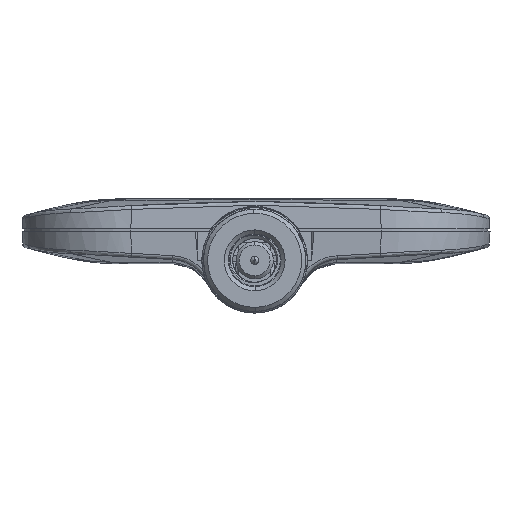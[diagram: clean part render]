
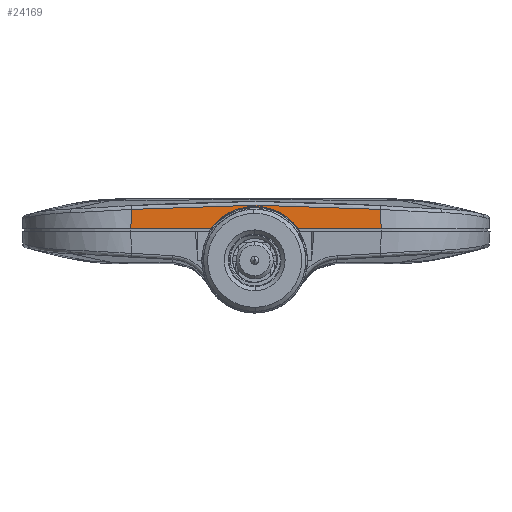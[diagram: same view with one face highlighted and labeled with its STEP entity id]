
A CAD part, front view. The second image highlights one B-rep face of the part: STEP entity #24169.
In plain terms, the highlighted planar face has unit normal (0, -0.999, 0.052).
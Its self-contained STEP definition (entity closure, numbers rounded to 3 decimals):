
#21 = B_SPLINE_CURVE_WITH_KNOTS ( 'NONE', 3,
 ( #10056, #5857, #18402, #13946 ),
 .UNSPECIFIED., .F., .F.,
 ( 4, 4 ),
 ( 0., 1. ),
 .UNSPECIFIED. ) ;
#209 = FACE_OUTER_BOUND ( 'NONE', #4573, .T. ) ;
#465 = CARTESIAN_POINT ( 'NONE',  ( -26., -77.237, 3.583 ) ) ;
#672 = LINE ( 'NONE', #23558, #16557 ) ;
#1282 = CARTESIAN_POINT ( 'NONE',  ( -10.399, -77.383, 0.8 ) ) ;
#1497 = DIRECTION ( 'NONE',  ( -0.052, -0.052, -0.997 ) ) ;
#1777 = DIRECTION ( 'NONE',  ( -1., 0., 0. ) ) ;
#2677 = CARTESIAN_POINT ( 'NONE',  ( -26., -77.237, 3.583 ) ) ;
#2734 = VECTOR ( 'NONE', #14245, 1000. ) ;
#3424 = CARTESIAN_POINT ( 'NONE',  ( -7.312, -77.205, 4.195 ) ) ;
#3850 = EDGE_CURVE ( 'NONE', #15960, #19227, #13716, .T. ) ;
#3854 = CARTESIAN_POINT ( 'NONE',  ( -21.214, -77.337, 1.672 ) ) ;
#4573 = EDGE_LOOP ( 'NONE', ( #24907, #19731, #8790, #6223, #23361, #19414, #10641 ) ) ;
#4583 = CARTESIAN_POINT ( 'NONE',  ( -27.076, -77.237, 3.582 ) ) ;
#4722 = VERTEX_POINT ( 'NONE', #17479 ) ;
#4973 = LINE ( 'NONE', #1282, #16022 ) ;
#5238 = PLANE ( 'NONE',  #18800 ) ;
#5788 = CARTESIAN_POINT ( 'NONE',  ( -23.435, -77.263, 3.092 ) ) ;
#5857 = CARTESIAN_POINT ( 'NONE',  ( -20.732, -77.221, 3.888 ) ) ;
#6223 = ORIENTED_EDGE ( 'NONE', *, *, #19376, .T. ) ;
#7559 = DIRECTION ( 'NONE',  ( -0.052, 0.052, 0.997 ) ) ;
#7675 = CARTESIAN_POINT ( 'NONE',  ( -41.146, -77.256, 3.211 ) ) ;
#8076 = EDGE_CURVE ( 'NONE', #4722, #26501, #21, .T. ) ;
#8229 = EDGE_CURVE ( 'NONE', #15347, #15960, #11993, .T. ) ;
#8391 = EDGE_CURVE ( 'NONE', #25363, #15347, #672, .T. ) ;
#8790 = ORIENTED_EDGE ( 'NONE', *, *, #8076, .T. ) ;
#9658 = CARTESIAN_POINT ( 'NONE',  ( -25.462, -77.237, 3.583 ) ) ;
#9780 = DIRECTION ( 'NONE',  ( 0., -0.999, 0.052 ) ) ;
#10056 = CARTESIAN_POINT ( 'NONE',  ( -10.525, -77.256, 3.211 ) ) ;
#10431 = CARTESIAN_POINT ( 'NONE',  ( -7.312, -77.383, 0.8 ) ) ;
#10641 = ORIENTED_EDGE ( 'NONE', *, *, #3850, .T. ) ;
#10685 = CARTESIAN_POINT ( 'NONE',  ( -29.956, -77.304, 2.306 ) ) ;
#11546 = EDGE_CURVE ( 'NONE', #19227, #14208, #23203, .T. ) ;
#11993 = B_SPLINE_CURVE_WITH_KNOTS ( 'NONE', 3,
 ( #26763, #22913, #25337, #10685, #19296, #23372, #4583, #2677 ),
 .UNSPECIFIED., .F., .F.,
 ( 4, 2, 2, 4 ),
 ( 0., 0.25, 0.5, 1. ),
 .UNSPECIFIED. ) ;
#12099 = LINE ( 'NONE', #7675, #26625 ) ;
#12614 = CARTESIAN_POINT ( 'NONE',  ( -22.003, -77.301, 2.354 ) ) ;
#12985 = CARTESIAN_POINT ( 'NONE',  ( -24.94, -77.24, 3.521 ) ) ;
#13309 = DIRECTION ( 'NONE',  ( 1., 0., 0. ) ) ;
#13399 = CARTESIAN_POINT ( 'NONE',  ( -20.591, -77.383, 0.8 ) ) ;
#13716 = B_SPLINE_CURVE_WITH_KNOTS ( 'NONE', 3,
 ( #15037, #9658, #12985, #15097, #5788, #12614, #3854, #26671 ),
 .UNSPECIFIED., .F., .F.,
 ( 4, 2, 2, 4 ),
 ( 0., 0.25, 0.5, 1. ),
 .UNSPECIFIED. ) ;
#13946 = CARTESIAN_POINT ( 'NONE',  ( -41.146, -77.256, 3.211 ) ) ;
#14208 = VERTEX_POINT ( 'NONE', #26046 ) ;
#14245 = DIRECTION ( 'NONE',  ( 1., 0., 0. ) ) ;
#15037 = CARTESIAN_POINT ( 'NONE',  ( -26., -77.237, 3.583 ) ) ;
#15097 = CARTESIAN_POINT ( 'NONE',  ( -23.926, -77.253, 3.276 ) ) ;
#15347 = VERTEX_POINT ( 'NONE', #26504 ) ;
#15960 = VERTEX_POINT ( 'NONE', #465 ) ;
#16022 = VECTOR ( 'NONE', #7559, 1000. ) ;
#16356 = CARTESIAN_POINT ( 'NONE',  ( -41.272, -77.383, 0.8 ) ) ;
#16557 = VECTOR ( 'NONE', #13309, 1000. ) ;
#17479 = CARTESIAN_POINT ( 'NONE',  ( -10.525, -77.256, 3.211 ) ) ;
#18402 = CARTESIAN_POINT ( 'NONE',  ( -30.939, -77.221, 3.888 ) ) ;
#18562 = EDGE_CURVE ( 'NONE', #14208, #4722, #4973, .T. ) ;
#18800 = AXIS2_PLACEMENT_3D ( 'NONE', #3424, #9780, #1777 ) ;
#19227 = VERTEX_POINT ( 'NONE', #13399 ) ;
#19296 = CARTESIAN_POINT ( 'NONE',  ( -29.518, -77.288, 2.6 ) ) ;
#19376 = EDGE_CURVE ( 'NONE', #26501, #25363, #12099, .T. ) ;
#19414 = ORIENTED_EDGE ( 'NONE', *, *, #8229, .T. ) ;
#19731 = ORIENTED_EDGE ( 'NONE', *, *, #18562, .T. ) ;
#21165 = CARTESIAN_POINT ( 'NONE',  ( -41.146, -77.256, 3.211 ) ) ;
#22913 = CARTESIAN_POINT ( 'NONE',  ( -31.098, -77.36, 1.236 ) ) ;
#23203 = LINE ( 'NONE', #10431, #2734 ) ;
#23361 = ORIENTED_EDGE ( 'NONE', *, *, #8391, .T. ) ;
#23372 = CARTESIAN_POINT ( 'NONE',  ( -28.09, -77.25, 3.337 ) ) ;
#23558 = CARTESIAN_POINT ( 'NONE',  ( -7.312, -77.383, 0.8 ) ) ;
#24169 = ADVANCED_FACE ( 'NONE', ( #209 ), #5238, .T. ) ;
#24907 = ORIENTED_EDGE ( 'NONE', *, *, #11546, .T. ) ;
#25337 = CARTESIAN_POINT ( 'NONE',  ( -30.745, -77.339, 1.624 ) ) ;
#25363 = VERTEX_POINT ( 'NONE', #16356 ) ;
#26046 = CARTESIAN_POINT ( 'NONE',  ( -10.399, -77.383, 0.8 ) ) ;
#26501 = VERTEX_POINT ( 'NONE', #21165 ) ;
#26504 = CARTESIAN_POINT ( 'NONE',  ( -31.409, -77.383, 0.8 ) ) ;
#26625 = VECTOR ( 'NONE', #1497, 1000. ) ;
#26671 = CARTESIAN_POINT ( 'NONE',  ( -20.591, -77.383, 0.8 ) ) ;
#26763 = CARTESIAN_POINT ( 'NONE',  ( -31.409, -77.383, 0.8 ) ) ;
